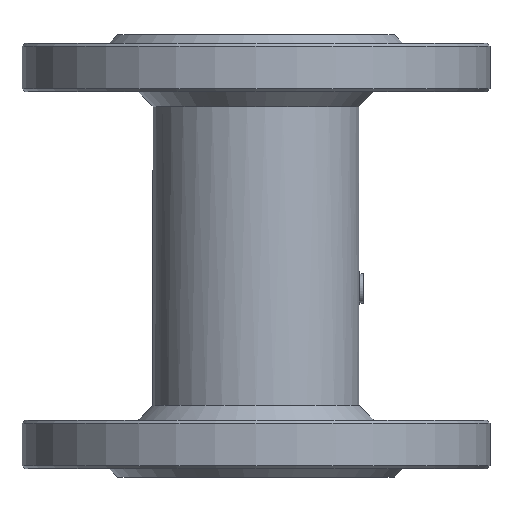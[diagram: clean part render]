
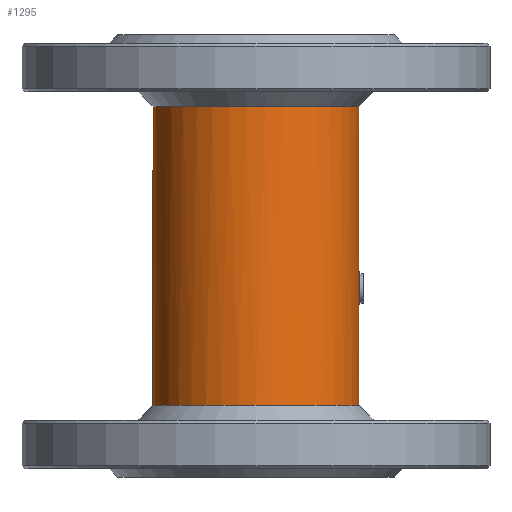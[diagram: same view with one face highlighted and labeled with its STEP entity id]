
A CAD part, left-side view. The second image highlights one B-rep face of the part: STEP entity #1295.
In plain terms, the highlighted cylindrical face has radius 35 mm (diameter 70 mm), a full revolution.
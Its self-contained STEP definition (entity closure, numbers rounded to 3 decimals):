
#1295=ADVANCED_FACE('',(#4850,#4851,#4852),#2002,.T.);
#2002=CYLINDRICAL_SURFACE('',#12750,35.);
#2112=LINE('',#17029,#3420);
#2113=LINE('',#17038,#3421);
#3420=VECTOR('',#13740,1.);
#3421=VECTOR('',#13741,1.);
#4728=B_SPLINE_CURVE_WITH_KNOTS('',3,(#17021,#17022,#17023,#17024,#17025,
#17026),.UNSPECIFIED.,.F.,.F.,(4,2,4),(0.,0.5,1.),.UNSPECIFIED.);
#4729=B_SPLINE_CURVE_WITH_KNOTS('',3,(#17031,#17032,#17033,#17034,#17035,
#17036),.UNSPECIFIED.,.F.,.F.,(4,2,4),(0.,0.5,1.),.UNSPECIFIED.);
#4850=FACE_BOUND('',#5137,.T.);
#4851=FACE_BOUND('',#5138,.T.);
#4852=FACE_BOUND('',#5139,.T.);
#5137=EDGE_LOOP('',(#6013));
#5138=EDGE_LOOP('',(#6014));
#5139=EDGE_LOOP('',(#6015,#6016,#6017,#6018));
#6013=ORIENTED_EDGE('',*,*,#10693,.T.);
#6014=ORIENTED_EDGE('',*,*,#10694,.T.);
#6015=ORIENTED_EDGE('',*,*,#10695,.T.);
#6016=ORIENTED_EDGE('',*,*,#10696,.T.);
#6017=ORIENTED_EDGE('',*,*,#10697,.T.);
#6018=ORIENTED_EDGE('',*,*,#10698,.T.);
#9497=VERTEX_POINT('',#17018);
#9498=VERTEX_POINT('',#17020);
#9499=VERTEX_POINT('',#17027);
#9500=VERTEX_POINT('',#17028);
#9501=VERTEX_POINT('',#17030);
#9502=VERTEX_POINT('',#17037);
#10693=EDGE_CURVE('',#9497,#9497,#12435,.T.);
#10694=EDGE_CURVE('',#9498,#9498,#12436,.T.);
#10695=EDGE_CURVE('',#9499,#9500,#4728,.T.);
#10696=EDGE_CURVE('',#9500,#9501,#2112,.T.);
#10697=EDGE_CURVE('',#9501,#9502,#4729,.T.);
#10698=EDGE_CURVE('',#9502,#9499,#2113,.T.);
#12435=CIRCLE('',#12748,35.);
#12436=CIRCLE('',#12749,35.);
#12748=AXIS2_PLACEMENT_3D('',#17017,#13736,#13737);
#12749=AXIS2_PLACEMENT_3D('',#17019,#13738,#13739);
#12750=AXIS2_PLACEMENT_3D('',#17039,#13742,#13743);
#13736=DIRECTION('',(0.,0.,1.));
#13737=DIRECTION('',(-1.,0.,0.));
#13738=DIRECTION('',(0.,0.,-1.));
#13739=DIRECTION('',(0.707,0.707,0.));
#13740=DIRECTION('',(0.,0.,1.));
#13741=DIRECTION('',(0.,0.,-1.));
#13742=DIRECTION('',(0.,0.,1.));
#13743=DIRECTION('',(0.707,0.707,0.));
#17017=CARTESIAN_POINT('',(0.,0.,-123.));
#17018=CARTESIAN_POINT('',(-35.,0.,-123.));
#17019=CARTESIAN_POINT('',(0.,0.,-21.8));
#17020=CARTESIAN_POINT('',(24.749,24.749,-21.8));
#17021=CARTESIAN_POINT('',(34.,8.307,-92.16));
#17022=CARTESIAN_POINT('',(34.542,6.087,-94.155));
#17023=CARTESIAN_POINT('',(35.,3.079,-95.322));
#17024=CARTESIAN_POINT('',(35.,-3.072,-95.323));
#17025=CARTESIAN_POINT('',(34.541,-6.092,-94.152));
#17026=CARTESIAN_POINT('',(34.,-8.307,-92.16));
#17027=CARTESIAN_POINT('',(34.,8.307,-92.16));
#17028=CARTESIAN_POINT('',(34.,-8.307,-92.16));
#17029=CARTESIAN_POINT('',(34.,-8.307,-118.));
#17030=CARTESIAN_POINT('',(34.,-8.307,-74.64));
#17031=CARTESIAN_POINT('',(34.,-8.307,-74.64));
#17032=CARTESIAN_POINT('',(34.542,-6.087,-72.645));
#17033=CARTESIAN_POINT('',(35.,-3.079,-71.478));
#17034=CARTESIAN_POINT('',(35.,3.072,-71.477));
#17035=CARTESIAN_POINT('',(34.541,6.092,-72.648));
#17036=CARTESIAN_POINT('',(34.,8.307,-74.64));
#17037=CARTESIAN_POINT('',(34.,8.307,-74.64));
#17038=CARTESIAN_POINT('',(34.,8.307,-118.));
#17039=CARTESIAN_POINT('',(0.,0.,-118.));
